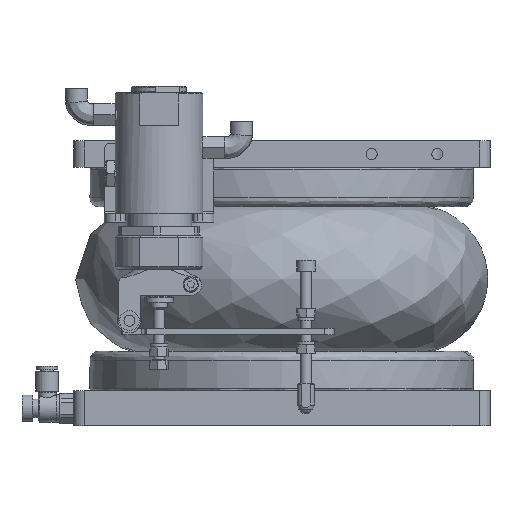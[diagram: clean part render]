
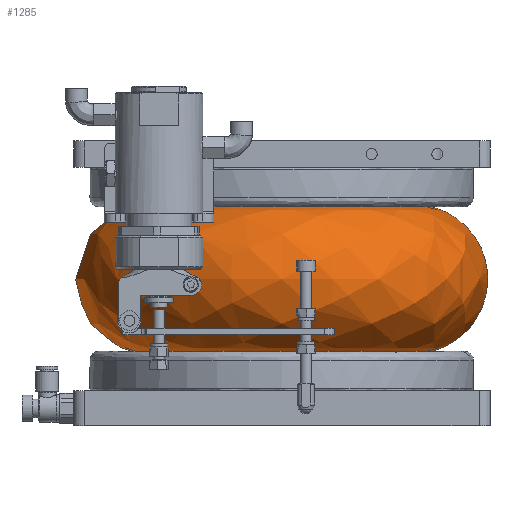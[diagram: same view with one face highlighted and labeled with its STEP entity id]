
A CAD part, left-side view. The second image highlights one B-rep face of the part: STEP entity #1285.
In plain terms, the highlighted free-form (B-spline) face has degree [3, 3] with [4, 7] control points.
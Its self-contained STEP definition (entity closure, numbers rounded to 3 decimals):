
#81 =( BOUNDED_SURFACE ( )  B_SPLINE_SURFACE ( 3, 3, ( 
 ( #9632, #13894, #25120, #2541, #18465, #27635, #9480 ),
 ( #11539, #23041, #14040, #7271, #11832, #20848, #20690 ),
 ( #2825, #5040, #27490, #619, #7416, #18315, #16261 ),
 ( #27197, #22899, #4900, #18610, #328, #25263, #2678 ) ),
 .UNSPECIFIED., .F., .T., .T. ) 
 B_SPLINE_SURFACE_WITH_KNOTS ( ( 4, 4 ),
 ( 4, 3, 4 ),
 ( 0., 1. ),
 ( 0., 0.5, 1. ),
 .UNSPECIFIED. ) 
 GEOMETRIC_REPRESENTATION_ITEM ( )  RATIONAL_B_SPLINE_SURFACE ( (
 ( 1., 0.333, 0.333, 1., 0.333, 0.333, 1.),
 ( 0.333, 0.111, 0.111, 0.333, 0.111, 0.111, 0.333),
 ( 0.333, 0.111, 0.111, 0.333, 0.111, 0.111, 0.333),
 ( 1., 0.333, 0.333, 1., 0.333, 0.333, 1.) ) ) 
 REPRESENTATION_ITEM ( '' )  SURFACE ( )  );
#157 = AXIS2_PLACEMENT_3D ( 'NONE', #6615, #27133, #17678 ) ;
#328 = CARTESIAN_POINT ( 'NONE',  ( 9.309, 34.454, 140. ) ) ;
#619 = CARTESIAN_POINT ( 'NONE',  ( 129.309, 102.454, 140. ) ) ;
#765 = DIRECTION ( 'NONE',  ( 0., 0., -1. ) ) ;
#1285 = ADVANCED_FACE ( 'NONE', ( #2251, #20255 ), #81, .T. ) ;
#2251 = FACE_OUTER_BOUND ( 'NONE', #19662, .T. ) ;
#2541 = CARTESIAN_POINT ( 'NONE',  ( 129.309, 34.454, 208. ) ) ;
#2678 = CARTESIAN_POINT ( 'NONE',  ( 129.309, -85.546, 140. ) ) ;
#2825 = CARTESIAN_POINT ( 'NONE',  ( 129.309, -153.546, 140. ) ) ;
#3127 = DIRECTION ( 'NONE',  ( 0., -1., 0. ) ) ;
#3351 = AXIS2_PLACEMENT_3D ( 'NONE', #7422, #765, #3127 ) ;
#4900 = CARTESIAN_POINT ( 'NONE',  ( 249.309, 34.454, 140. ) ) ;
#4997 = EDGE_CURVE ( 'NONE', #17624, #17624, #25987, .T. ) ;
#5040 = CARTESIAN_POINT ( 'NONE',  ( 385.309, -153.546, 140. ) ) ;
#6615 = CARTESIAN_POINT ( 'NONE',  ( 129.309, -25.546, 140. ) ) ;
#6797 = ORIENTED_EDGE ( 'NONE', *, *, #21755, .T. ) ;
#7271 = CARTESIAN_POINT ( 'NONE',  ( 129.309, 102.454, 208. ) ) ;
#7416 = CARTESIAN_POINT ( 'NONE',  ( -126.691, 102.454, 140. ) ) ;
#7422 = CARTESIAN_POINT ( 'NONE',  ( 129.309, -25.546, 208. ) ) ;
#9480 = CARTESIAN_POINT ( 'NONE',  ( 129.309, -85.546, 208. ) ) ;
#9632 = CARTESIAN_POINT ( 'NONE',  ( 129.309, -85.546, 208. ) ) ;
#11539 = CARTESIAN_POINT ( 'NONE',  ( 129.309, -153.546, 208. ) ) ;
#11832 = CARTESIAN_POINT ( 'NONE',  ( -126.691, 102.454, 208. ) ) ;
#13437 = CARTESIAN_POINT ( 'NONE',  ( 129.309, -85.546, 140. ) ) ;
#13894 = CARTESIAN_POINT ( 'NONE',  ( 249.309, -85.546, 208. ) ) ;
#14040 = CARTESIAN_POINT ( 'NONE',  ( 385.309, 102.454, 208. ) ) ;
#15267 = ORIENTED_EDGE ( 'NONE', *, *, #4997, .T. ) ;
#15807 = VERTEX_POINT ( 'NONE', #13437 ) ;
#16261 = CARTESIAN_POINT ( 'NONE',  ( 129.309, -153.546, 140. ) ) ;
#17624 = VERTEX_POINT ( 'NONE', #29154 ) ;
#17678 = DIRECTION ( 'NONE',  ( 0., -1., 0. ) ) ;
#18315 = CARTESIAN_POINT ( 'NONE',  ( -126.691, -153.546, 140. ) ) ;
#18465 = CARTESIAN_POINT ( 'NONE',  ( 9.309, 34.454, 208. ) ) ;
#18610 = CARTESIAN_POINT ( 'NONE',  ( 129.309, 34.454, 140. ) ) ;
#19662 = EDGE_LOOP ( 'NONE', ( #15267 ) ) ;
#20255 = FACE_OUTER_BOUND ( 'NONE', #20530, .T. ) ;
#20530 = EDGE_LOOP ( 'NONE', ( #6797 ) ) ;
#20690 = CARTESIAN_POINT ( 'NONE',  ( 129.309, -153.546, 208. ) ) ;
#20848 = CARTESIAN_POINT ( 'NONE',  ( -126.691, -153.546, 208. ) ) ;
#21755 = EDGE_CURVE ( 'NONE', #15807, #15807, #21847, .T. ) ;
#21847 = CIRCLE ( 'NONE', #157, 60. ) ;
#22899 = CARTESIAN_POINT ( 'NONE',  ( 249.309, -85.546, 140. ) ) ;
#23041 = CARTESIAN_POINT ( 'NONE',  ( 385.309, -153.546, 208. ) ) ;
#25120 = CARTESIAN_POINT ( 'NONE',  ( 249.309, 34.454, 208. ) ) ;
#25263 = CARTESIAN_POINT ( 'NONE',  ( 9.309, -85.546, 140. ) ) ;
#25987 = CIRCLE ( 'NONE', #3351, 60. ) ;
#27133 = DIRECTION ( 'NONE',  ( 0., 0., 1. ) ) ;
#27197 = CARTESIAN_POINT ( 'NONE',  ( 129.309, -85.546, 140. ) ) ;
#27490 = CARTESIAN_POINT ( 'NONE',  ( 385.309, 102.454, 140. ) ) ;
#27635 = CARTESIAN_POINT ( 'NONE',  ( 9.309, -85.546, 208. ) ) ;
#29154 = CARTESIAN_POINT ( 'NONE',  ( 129.309, -85.546, 208. ) ) ;
